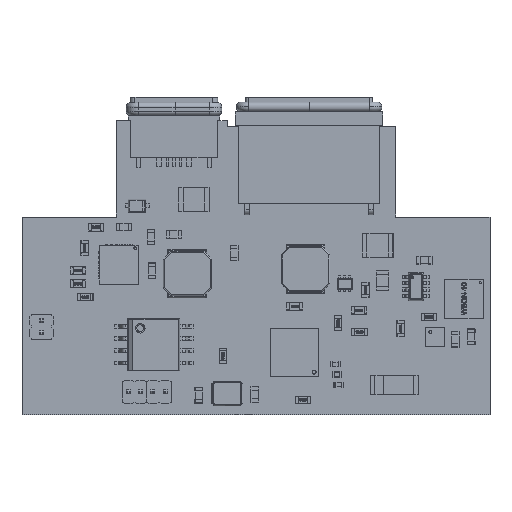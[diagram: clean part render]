
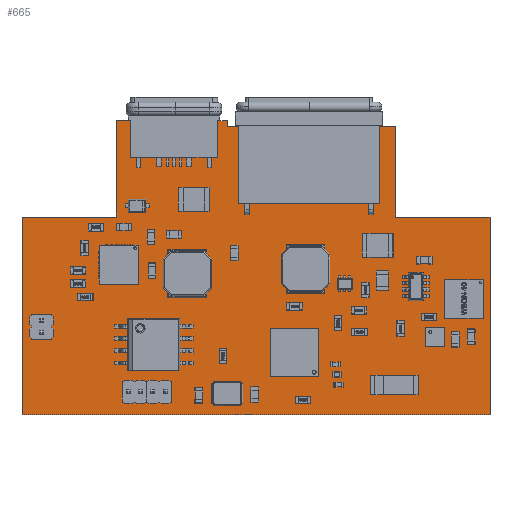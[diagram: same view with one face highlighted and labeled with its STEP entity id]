
A CAD part, top view. The second image highlights one B-rep face of the part: STEP entity #665.
In plain terms, the highlighted planar face has unit normal (0, 0, 1).
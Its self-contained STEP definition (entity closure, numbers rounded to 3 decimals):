
#344 = VERTEX_POINT('',#345);
#345 = CARTESIAN_POINT('',(0.,0.,0.891));
#351 = EDGE_CURVE('',#344,#352,#354,.T.);
#352 = VERTEX_POINT('',#353);
#353 = CARTESIAN_POINT('',(0.,20.5,0.891));
#354 = LINE('',#355,#356);
#355 = CARTESIAN_POINT('',(0.,0.,0.891));
#356 = VECTOR('',#357,1.);
#357 = DIRECTION('',(0.,1.,0.));
#382 = EDGE_CURVE('',#352,#383,#385,.T.);
#383 = VERTEX_POINT('',#384);
#384 = CARTESIAN_POINT('',(9.75,20.5,0.891));
#385 = LINE('',#386,#387);
#386 = CARTESIAN_POINT('',(0.,20.5,0.891));
#387 = VECTOR('',#388,1.);
#388 = DIRECTION('',(1.,0.,0.));
#413 = EDGE_CURVE('',#383,#414,#416,.T.);
#414 = VERTEX_POINT('',#415);
#415 = CARTESIAN_POINT('',(9.75,30.5,0.891));
#416 = LINE('',#417,#418);
#417 = CARTESIAN_POINT('',(9.75,20.5,0.891));
#418 = VECTOR('',#419,1.);
#419 = DIRECTION('',(0.,1.,0.));
#444 = EDGE_CURVE('',#414,#445,#447,.T.);
#445 = VERTEX_POINT('',#446);
#446 = CARTESIAN_POINT('',(21.25,30.5,0.891));
#447 = LINE('',#448,#449);
#448 = CARTESIAN_POINT('',(9.75,30.5,0.891));
#449 = VECTOR('',#450,1.);
#450 = DIRECTION('',(1.,0.,0.));
#475 = EDGE_CURVE('',#445,#476,#478,.T.);
#476 = VERTEX_POINT('',#477);
#477 = CARTESIAN_POINT('',(21.25,29.9,0.891));
#478 = LINE('',#479,#480);
#479 = CARTESIAN_POINT('',(21.25,30.5,0.891));
#480 = VECTOR('',#481,1.);
#481 = DIRECTION('',(0.,-1.,0.));
#506 = EDGE_CURVE('',#476,#507,#509,.T.);
#507 = VERTEX_POINT('',#508);
#508 = CARTESIAN_POINT('',(38.75,29.9,0.891));
#509 = LINE('',#510,#511);
#510 = CARTESIAN_POINT('',(21.25,29.9,0.891));
#511 = VECTOR('',#512,1.);
#512 = DIRECTION('',(1.,0.,0.));
#537 = EDGE_CURVE('',#507,#538,#540,.T.);
#538 = VERTEX_POINT('',#539);
#539 = CARTESIAN_POINT('',(38.75,20.5,0.891));
#540 = LINE('',#541,#542);
#541 = CARTESIAN_POINT('',(38.75,29.9,0.891));
#542 = VECTOR('',#543,1.);
#543 = DIRECTION('',(0.,-1.,0.));
#568 = EDGE_CURVE('',#538,#569,#571,.T.);
#569 = VERTEX_POINT('',#570);
#570 = CARTESIAN_POINT('',(48.5,20.5,0.891));
#571 = LINE('',#572,#573);
#572 = CARTESIAN_POINT('',(38.75,20.5,0.891));
#573 = VECTOR('',#574,1.);
#574 = DIRECTION('',(1.,0.,0.));
#599 = EDGE_CURVE('',#569,#600,#602,.T.);
#600 = VERTEX_POINT('',#601);
#601 = CARTESIAN_POINT('',(48.5,0.,0.891));
#602 = LINE('',#603,#604);
#603 = CARTESIAN_POINT('',(48.5,20.5,0.891));
#604 = VECTOR('',#605,1.);
#605 = DIRECTION('',(0.,-1.,0.));
#630 = EDGE_CURVE('',#600,#344,#631,.T.);
#631 = LINE('',#632,#633);
#632 = CARTESIAN_POINT('',(48.5,0.,0.891));
#633 = VECTOR('',#634,1.);
#634 = DIRECTION('',(-1.,0.,0.));
#665 = ADVANCED_FACE('',(#666),#678,.T.);
#666 = FACE_BOUND('',#667,.F.);
#667 = EDGE_LOOP('',(#668,#669,#670,#671,#672,#673,#674,#675,#676,#677)
  );
#668 = ORIENTED_EDGE('',*,*,#351,.T.);
#669 = ORIENTED_EDGE('',*,*,#382,.T.);
#670 = ORIENTED_EDGE('',*,*,#413,.T.);
#671 = ORIENTED_EDGE('',*,*,#444,.T.);
#672 = ORIENTED_EDGE('',*,*,#475,.T.);
#673 = ORIENTED_EDGE('',*,*,#506,.T.);
#674 = ORIENTED_EDGE('',*,*,#537,.T.);
#675 = ORIENTED_EDGE('',*,*,#568,.T.);
#676 = ORIENTED_EDGE('',*,*,#599,.T.);
#677 = ORIENTED_EDGE('',*,*,#630,.T.);
#678 = PLANE('',#679);
#679 = AXIS2_PLACEMENT_3D('',#680,#681,#682);
#680 = CARTESIAN_POINT('',(0.,0.,0.891));
#681 = DIRECTION('',(0.,0.,1.));
#682 = DIRECTION('',(1.,0.,0.));
